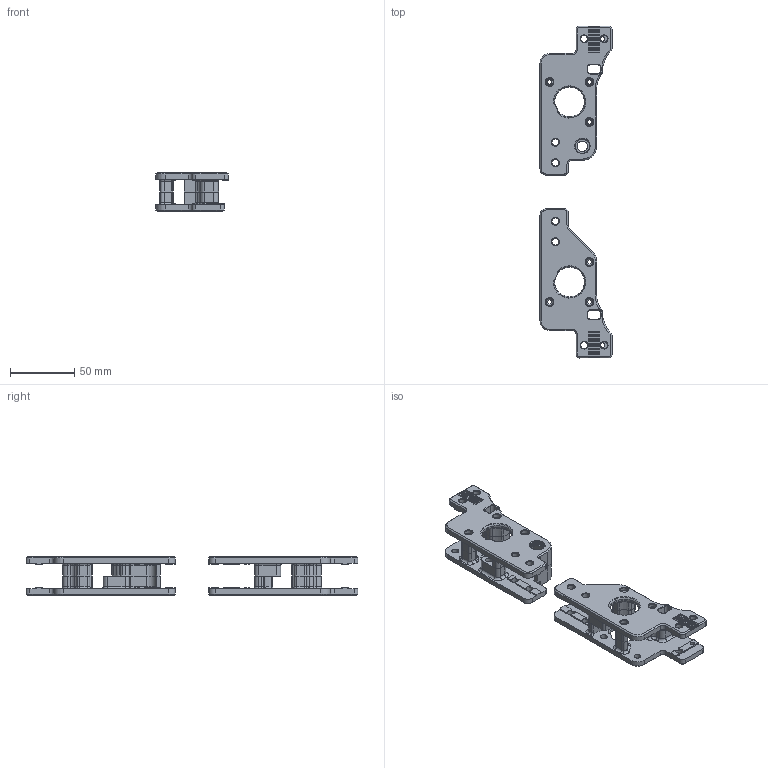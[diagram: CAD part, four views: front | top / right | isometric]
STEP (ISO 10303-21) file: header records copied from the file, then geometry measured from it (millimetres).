
FILE_DESCRIPTION(/* description */ (''),/* implementation_level */ '2;1');
FILE_NAME(/* name */ 'Pinned-Umbilical-AB-2.4.step',/* time_stamp */ '2022-07-01T18:23:35-05:00',/* author */ (''),/* organization */ (''),/* preprocessor_version */ 'ST-DEVELOPER v19',/* originating_system */ 'Autodesk Translation Framework v11.7.0.108',/* authorisation */ '');
FILE_SCHEMA (('AUTOMOTIVE_DESIGN { 1 0 10303 214 3 1 1 }'));
Length unit declared in the file: millimetre
Products named in the file (5): V2 Pinned-Umbilical A/B Drives; A_drive_lower; A_drive_upper; B_drive_upper; B_drive_lower
Assembly tree (4 placements, depth 2):
  V2 Pinned-Umbilical A/B Drives
    A_drive_lower
    A_drive_upper
    B_drive_upper
    B_drive_lower
Bounding box: 56.03 x 257.9 x 30 mm (x, y, z)
Volume: 99008.1 mm3; surface area: 53500.4 mm2
Topology: 4 solids, 4 shells, 1269 faces, 3278 edges, 2067 vertices
Faces by surface type: plane 589, cylinder 398, cone 111, torus 105, bspline 64, sphere 2
Full cylindrical faces by diameter (mm): 3.4 x2, 3.5 x12, 5.2 x8, 5.4 x14, 6 x6, 6.7 x2, 6.8 x2, 8 x1, 11.43 x3, 12.65 x3
Entity records: 43928 total; most frequent: CARTESIAN_POINT 12350, DIRECTION 6659, ORIENTED_EDGE 6554, EDGE_CURVE 3277, AXIS2_PLACEMENT_3D 2379, VERTEX_POINT 2067, LINE 1901, VECTOR 1901
